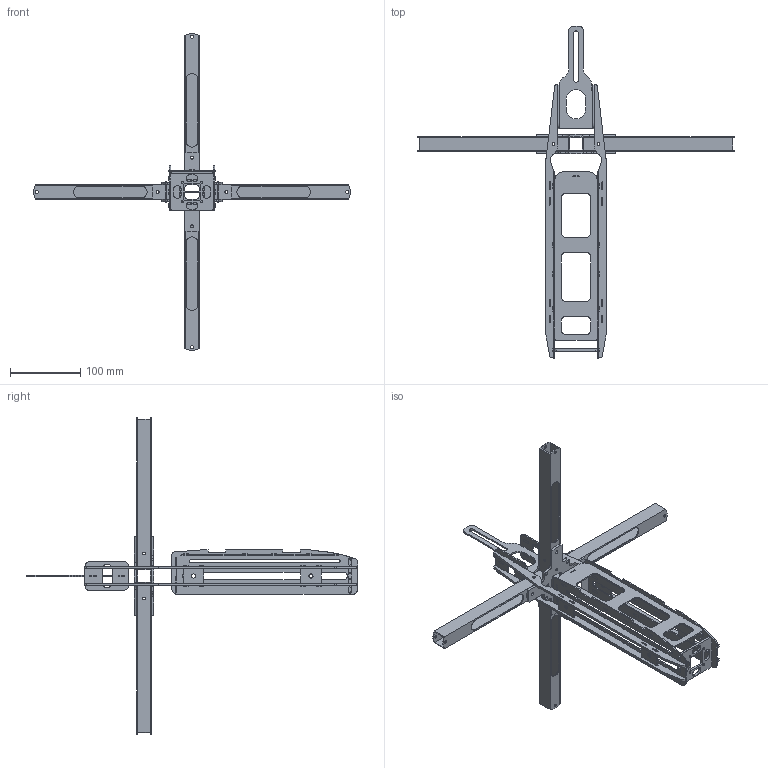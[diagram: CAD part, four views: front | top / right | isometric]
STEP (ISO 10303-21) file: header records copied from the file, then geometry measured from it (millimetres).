
FILE_DESCRIPTION(('FreeCAD Model'),'2;1');
FILE_NAME('Open CASCADE Shape Model','2025-04-27T13:30:12',('FreeCAD'),( 'FreeCAD'),'Open CASCADE STEP processor 7.6','FreeCAD','Unknown');
FILE_SCHEMA(('AUTOMOTIVE_DESIGN { 1 0 10303 214 1 1 1 1 }'));
Length unit declared in the file: millimetre
Products named in the file (1): Open CASCADE STEP translator 7.6 1
Bounding box: 449.38 x 471.1 x 449.38 mm (x, y, z)
Volume: 251491.5 mm3; surface area: 293926.6 mm2
Topology: 22 solids, 22 shells, 979 faces, 2805 edges, 1870 vertices
Faces by surface type: bspline 979
Entity records: 32322 total; most frequent: CARTESIAN_POINT 15773, ORIENTED_EDGE 5610, EDGE_CURVE 2805, B_SPLINE_CURVE_WITH_KNOTS 2053, VERTEX_POINT 1870, FACE_BOUND 1283, EDGE_LOOP 1283, ADVANCED_FACE 979
